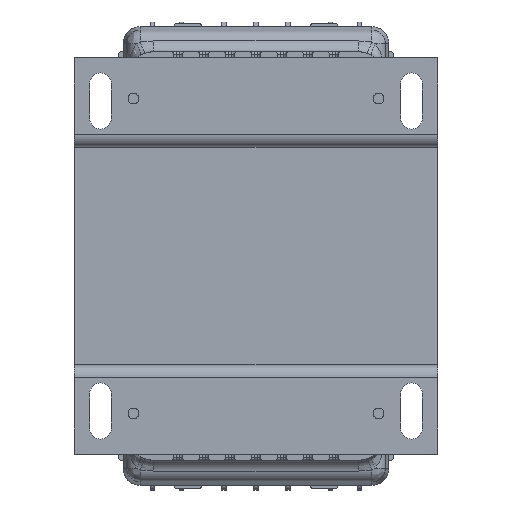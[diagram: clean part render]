
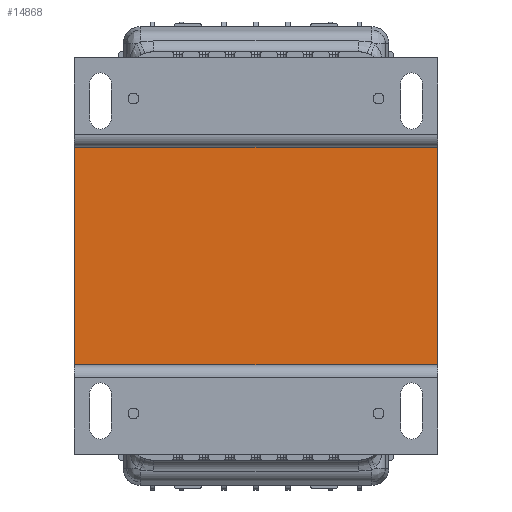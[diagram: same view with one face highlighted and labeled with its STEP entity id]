
A CAD part, front view. The second image highlights one B-rep face of the part: STEP entity #14868.
In plain terms, the highlighted planar face has unit normal (0, -1, 0).
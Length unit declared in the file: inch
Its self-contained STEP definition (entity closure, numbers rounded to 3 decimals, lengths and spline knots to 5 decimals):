
#393 = VECTOR ( 'NONE', #668, 39.37008 ) ;
#668 = DIRECTION ( 'NONE',  ( 0., 0., 1. ) ) ;
#1812 = EDGE_LOOP ( 'NONE', ( #12848, #6292, #19036, #2141 ) ) ;
#2141 = ORIENTED_EDGE ( 'NONE', *, *, #8362, .F. ) ;
#2146 = CARTESIAN_POINT ( 'NONE',  ( 3.0915, -1.52919, 1.5748 ) ) ;
#3322 = PLANE ( 'NONE',  #3734 ) ;
#3734 = AXIS2_PLACEMENT_3D ( 'NONE', #21210, #17641, #7029 ) ;
#6292 = ORIENTED_EDGE ( 'NONE', *, *, #8962, .F. ) ;
#7029 = DIRECTION ( 'NONE',  ( -1., 0., 0. ) ) ;
#7102 = DIRECTION ( 'NONE',  ( -1., 0., 0. ) ) ;
#7380 = VERTEX_POINT ( 'NONE', #2146 ) ;
#7936 = CARTESIAN_POINT ( 'NONE',  ( -2.15259, -1.52919, 1.5748 ) ) ;
#8167 = FACE_OUTER_BOUND ( 'NONE', #1812, .T. ) ;
#8362 = EDGE_CURVE ( 'NONE', #7380, #18987, #12147, .T. ) ;
#8962 = EDGE_CURVE ( 'NONE', #13165, #12524, #9921, .T. ) ;
#9083 = DIRECTION ( 'NONE',  ( 1., 0., 0. ) ) ;
#9188 = LINE ( 'NONE', #19541, #22788 ) ;
#9921 = LINE ( 'NONE', #12986, #393 ) ;
#12147 = LINE ( 'NONE', #16046, #21067 ) ;
#12524 = VERTEX_POINT ( 'NONE', #7936 ) ;
#12848 = ORIENTED_EDGE ( 'NONE', *, *, #14947, .F. ) ;
#12986 = CARTESIAN_POINT ( 'NONE',  ( -2.15259, -1.52919, -1.5748 ) ) ;
#13165 = VERTEX_POINT ( 'NONE', #15490 ) ;
#14868 = ADVANCED_FACE ( 'NONE', ( #8167 ), #3322, .F. ) ;
#14947 = EDGE_CURVE ( 'NONE', #12524, #7380, #16494, .T. ) ;
#15490 = CARTESIAN_POINT ( 'NONE',  ( -2.15259, -1.52919, -1.5748 ) ) ;
#16046 = CARTESIAN_POINT ( 'NONE',  ( 3.0915, -1.52919, 1.5748 ) ) ;
#16117 = CARTESIAN_POINT ( 'NONE',  ( -2.15259, -1.52919, 1.5748 ) ) ;
#16494 = LINE ( 'NONE', #16117, #20138 ) ;
#17641 = DIRECTION ( 'NONE',  ( 0., 1., 0. ) ) ;
#17742 = CARTESIAN_POINT ( 'NONE',  ( 3.0915, -1.52919, -1.5748 ) ) ;
#18987 = VERTEX_POINT ( 'NONE', #17742 ) ;
#19036 = ORIENTED_EDGE ( 'NONE', *, *, #22178, .F. ) ;
#19541 = CARTESIAN_POINT ( 'NONE',  ( 3.0915, -1.52919, -1.5748 ) ) ;
#19643 = DIRECTION ( 'NONE',  ( 0., 0., -1. ) ) ;
#20138 = VECTOR ( 'NONE', #9083, 39.37008 ) ;
#21067 = VECTOR ( 'NONE', #19643, 39.37008 ) ;
#21210 = CARTESIAN_POINT ( 'NONE',  ( 0., -1.52919, 0. ) ) ;
#22178 = EDGE_CURVE ( 'NONE', #18987, #13165, #9188, .T. ) ;
#22788 = VECTOR ( 'NONE', #7102, 39.37008 ) ;
